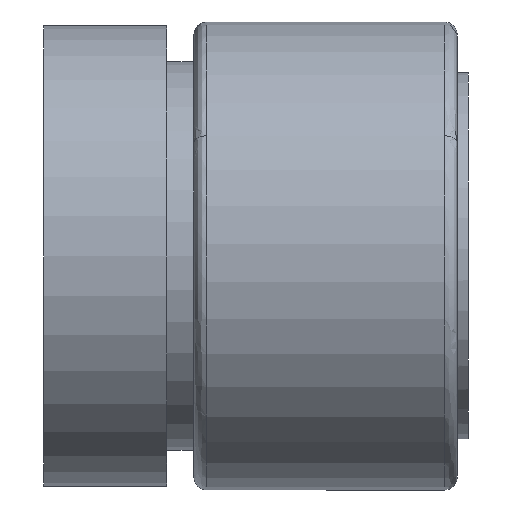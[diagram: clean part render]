
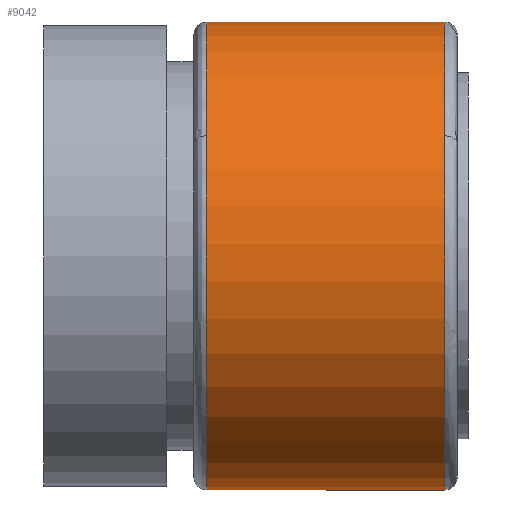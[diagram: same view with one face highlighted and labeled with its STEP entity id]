
A CAD part, left-side view. The second image highlights one B-rep face of the part: STEP entity #9042.
In plain terms, the highlighted cylindrical face has radius 13.995 mm (diameter 27.991 mm), a partial arc.
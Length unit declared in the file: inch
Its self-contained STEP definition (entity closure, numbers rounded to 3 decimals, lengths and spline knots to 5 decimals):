
#17 = DIRECTION ( 'NONE',  ( 0., 0., 1. ) ) ;
#513 = EDGE_CURVE ( 'NONE', #2167, #15972, #19518, .T. ) ;
#2167 = VERTEX_POINT ( 'NONE', #13327 ) ;
#2302 = DIRECTION ( 'NONE',  ( 0., 1., 0. ) ) ;
#4503 = CARTESIAN_POINT ( 'NONE',  ( 0., 0.056, -0.551 ) ) ;
#5955 = DIRECTION ( 'NONE',  ( 0., -1., 0. ) ) ;
#6354 = CARTESIAN_POINT ( 'NONE',  ( 0., 0.616, 0. ) ) ;
#6478 = VECTOR ( 'NONE', #22319, 39.37008 ) ;
#7236 = LINE ( 'NONE', #15157, #6478 ) ;
#7827 = AXIS2_PLACEMENT_3D ( 'NONE', #26500, #9873, #19271 ) ;
#8019 = CIRCLE ( 'NONE', #20264, 0.551 ) ;
#8045 = EDGE_LOOP ( 'NONE', ( #21082, #16007, #16555, #9051, #17752, #28931 ) ) ;
#8524 = VERTEX_POINT ( 'NONE', #4503 ) ;
#8748 = DIRECTION ( 'NONE',  ( 0., 0., 1. ) ) ;
#9042 = ADVANCED_FACE ( 'NONE', ( #9449 ), #15020, .T. ) ;
#9051 = ORIENTED_EDGE ( 'NONE', *, *, #14150, .T. ) ;
#9407 = CIRCLE ( 'NONE', #20205, 0.551 ) ;
#9449 = FACE_OUTER_BOUND ( 'NONE', #8045, .T. ) ;
#9873 = DIRECTION ( 'NONE',  ( 0., 1., 0. ) ) ;
#10094 = CARTESIAN_POINT ( 'NONE',  ( 0., 0.056, 0.551 ) ) ;
#10700 = VECTOR ( 'NONE', #24229, 39.37008 ) ;
#10935 = EDGE_CURVE ( 'NONE', #15183, #19673, #9407, .T. ) ;
#11333 = AXIS2_PLACEMENT_3D ( 'NONE', #6354, #22987, #8748 ) ;
#13327 = CARTESIAN_POINT ( 'NONE',  ( -0.4727, 0.056, 0.28312 ) ) ;
#14150 = EDGE_CURVE ( 'NONE', #15972, #15183, #17051, .T. ) ;
#14293 = DIRECTION ( 'NONE',  ( 0., 1., 0. ) ) ;
#15020 = CYLINDRICAL_SURFACE ( 'NONE', #7827, 0.551 ) ;
#15157 = CARTESIAN_POINT ( 'NONE',  ( 0., 0.646, -0.551 ) ) ;
#15183 = VERTEX_POINT ( 'NONE', #25753 ) ;
#15972 = VERTEX_POINT ( 'NONE', #10094 ) ;
#16007 = ORIENTED_EDGE ( 'NONE', *, *, #27216, .T. ) ;
#16555 = ORIENTED_EDGE ( 'NONE', *, *, #513, .T. ) ;
#16594 = CARTESIAN_POINT ( 'NONE',  ( 0., 0.056, 0. ) ) ;
#17051 = LINE ( 'NONE', #24025, #10700 ) ;
#17752 = ORIENTED_EDGE ( 'NONE', *, *, #10935, .T. ) ;
#18991 = DIRECTION ( 'NONE',  ( 0., 0., 1. ) ) ;
#19271 = DIRECTION ( 'NONE',  ( 0., 0., 1. ) ) ;
#19518 = CIRCLE ( 'NONE', #20329, 0.551 ) ;
#19673 = VERTEX_POINT ( 'NONE', #29264 ) ;
#20205 = AXIS2_PLACEMENT_3D ( 'NONE', #20207, #5955, #22573 ) ;
#20207 = CARTESIAN_POINT ( 'NONE',  ( 0., 0.616, 0. ) ) ;
#20264 = AXIS2_PLACEMENT_3D ( 'NONE', #16594, #2302, #18991 ) ;
#20329 = AXIS2_PLACEMENT_3D ( 'NONE', #28490, #14293, #17 ) ;
#20620 = CIRCLE ( 'NONE', #11333, 0.551 ) ;
#21082 = ORIENTED_EDGE ( 'NONE', *, *, #24057, .F. ) ;
#22319 = DIRECTION ( 'NONE',  ( 0., 1., 0. ) ) ;
#22573 = DIRECTION ( 'NONE',  ( 0., 0., 1. ) ) ;
#22638 = VERTEX_POINT ( 'NONE', #25345 ) ;
#22987 = DIRECTION ( 'NONE',  ( 0., -1., 0. ) ) ;
#24025 = CARTESIAN_POINT ( 'NONE',  ( 0., 0.646, 0.551 ) ) ;
#24057 = EDGE_CURVE ( 'NONE', #8524, #22638, #7236, .T. ) ;
#24229 = DIRECTION ( 'NONE',  ( 0., 1., 0. ) ) ;
#25345 = CARTESIAN_POINT ( 'NONE',  ( 0., 0.616, -0.551 ) ) ;
#25753 = CARTESIAN_POINT ( 'NONE',  ( 0., 0.616, 0.551 ) ) ;
#26500 = CARTESIAN_POINT ( 'NONE',  ( 0., 0.646, 0. ) ) ;
#27216 = EDGE_CURVE ( 'NONE', #8524, #2167, #8019, .T. ) ;
#28490 = CARTESIAN_POINT ( 'NONE',  ( 0., 0.056, 0. ) ) ;
#28931 = ORIENTED_EDGE ( 'NONE', *, *, #29187, .T. ) ;
#29187 = EDGE_CURVE ( 'NONE', #19673, #22638, #20620, .T. ) ;
#29264 = CARTESIAN_POINT ( 'NONE',  ( -0.4727, 0.616, 0.28312 ) ) ;
